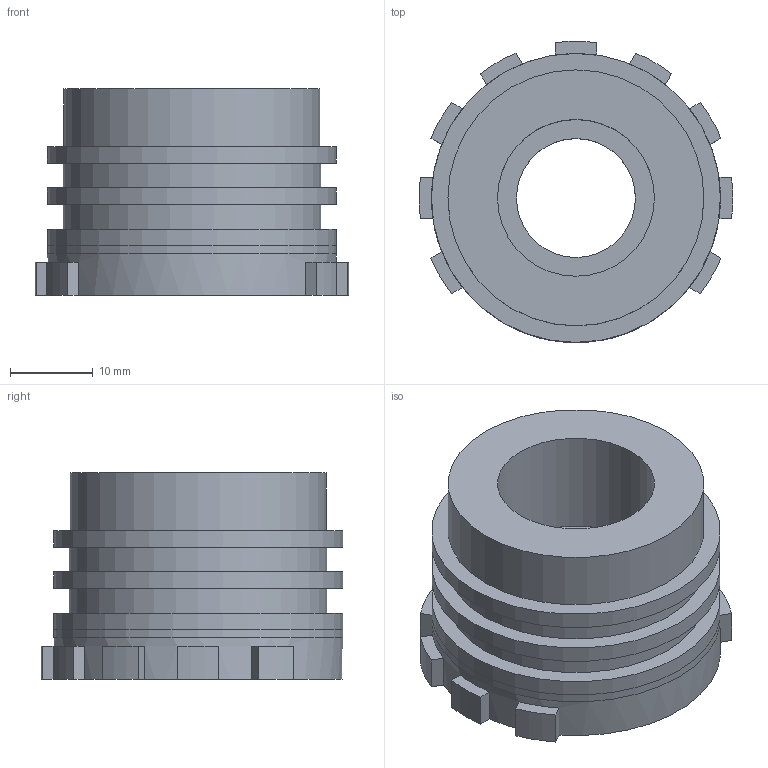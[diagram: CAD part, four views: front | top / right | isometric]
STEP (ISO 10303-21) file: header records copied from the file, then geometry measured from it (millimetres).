
FILE_DESCRIPTION(('FreeCAD Model'),'2;1');
FILE_NAME('Open CASCADE Shape Model','2024-09-30T10:55:27',(''),(''), 'Open CASCADE STEP processor 7.6','FreeCAD','Unknown');
FILE_SCHEMA(('CONFIG_CONTROL_DESIGN','SHAPE_APPEARANCE_LAYER_MIM'));
Length unit declared in the file: millimetre
Products named in the file (1): difference003 (Solid)
Bounding box: 37.98 x 36.48 x 25 mm (x, y, z)
Volume: 16046.6 mm3; surface area: 6541.3 mm2
Topology: 1 solids, 1 shells, 55 faces, 139 edges, 92 vertices
Faces by surface type: plane 35, cylinder 20
Full cylindrical faces by diameter (mm): 14.4 x1, 19 x1, 31 x1, 31.2 x2, 35 x5
Entity records: 1729 total; most frequent: DIRECTION 307, CARTESIAN_POINT 287, ORIENTED_EDGE 278, EDGE_CURVE 139, AXIS2_PLACEMENT_3D 112, VERTEX_POINT 92, LINE 83, VECTOR 83
